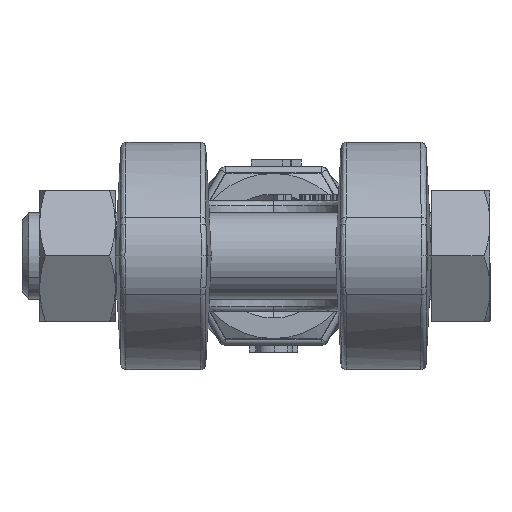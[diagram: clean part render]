
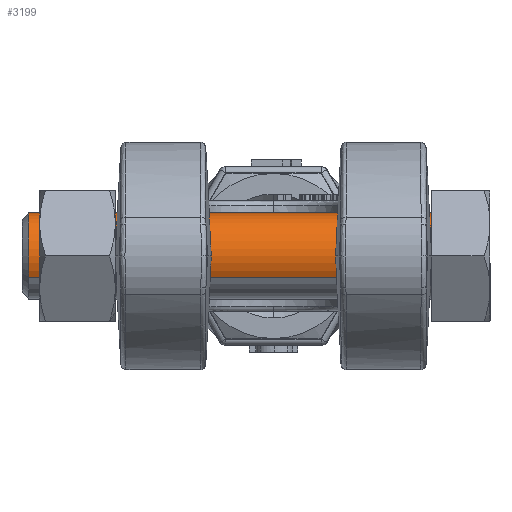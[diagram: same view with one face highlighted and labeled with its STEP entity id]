
A CAD part, left-side view. The second image highlights one B-rep face of the part: STEP entity #3199.
In plain terms, the highlighted cylindrical face has radius 6.25 mm (diameter 12.5 mm), a partial arc.
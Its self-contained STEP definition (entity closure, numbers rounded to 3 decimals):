
#3199=ADVANCED_FACE('NONE',(#6399),#6400,.T.);
#6399=FACE_OUTER_BOUND('',#19966,.T.);
#6400=CYLINDRICAL_SURFACE('',#19967,6.25);
#19966=EDGE_LOOP('',(#28060,#28061,#28062,#28063));
#19967=AXIS2_PLACEMENT_3D('',#28064,#28065,#28066);
#28060=ORIENTED_EDGE('',*,*,#31885,.T.);
#28061=ORIENTED_EDGE('',*,*,#31889,.T.);
#28062=ORIENTED_EDGE('',*,*,#31886,.T.);
#28063=ORIENTED_EDGE('',*,*,#31890,.T.);
#28064=CARTESIAN_POINT('',(-254.5,36.53,0.0));
#28065=DIRECTION('',(0.0,1.0,0.0));
#28066=DIRECTION('',(-0.866,0.0,-0.5));
#31885=EDGE_CURVE('',#36970,#36978,#36979,.T.);
#31886=EDGE_CURVE('',#36980,#36974,#36981,.T.);
#31889=EDGE_CURVE('NONE',#36978,#36980,#36984,.T.);
#31890=EDGE_CURVE('NONE',#36974,#36970,#36985,.T.);
#36970=VERTEX_POINT('NONE',#55009);
#36974=VERTEX_POINT('',#55014);
#36978=VERTEX_POINT('NONE',#55019);
#36979=LINE('',#55020,#55021);
#36980=VERTEX_POINT('',#55022);
#36981=LINE('',#55023,#55024);
#36984=CIRCLE('',#55027,6.25);
#36985=CIRCLE('',#55028,6.25);
#55009=CARTESIAN_POINT('',(-259.913,35.53,-3.125));
#55014=CARTESIAN_POINT('',(-249.087,35.53,3.125));
#55019=CARTESIAN_POINT('',(-259.913,-22.97,-3.125));
#55020=CARTESIAN_POINT('',(-259.913,6.28,-3.125));
#55021=VECTOR('',#58227,1.0);
#55022=CARTESIAN_POINT('',(-249.087,-22.97,3.125));
#55023=CARTESIAN_POINT('',(-249.087,6.28,3.125));
#55024=VECTOR('',#58228,1.0);
#55027=AXIS2_PLACEMENT_3D('',#58232,#58233,#58234);
#55028=AXIS2_PLACEMENT_3D('',#58235,#58236,#58237);
#58227=DIRECTION('',(-0.0,-1.0,-0.0));
#58228=DIRECTION('',(0.0,1.0,-0.0));
#58232=CARTESIAN_POINT('',(-254.5,-22.97,0.0));
#58233=DIRECTION('',(0.0,1.0,0.0));
#58234=DIRECTION('',(-0.866,0.0,-0.5));
#58235=CARTESIAN_POINT('',(-254.5,35.53,0.0));
#58236=DIRECTION('',(0.0,-1.0,-0.0));
#58237=DIRECTION('',(-0.866,0.0,-0.5));
